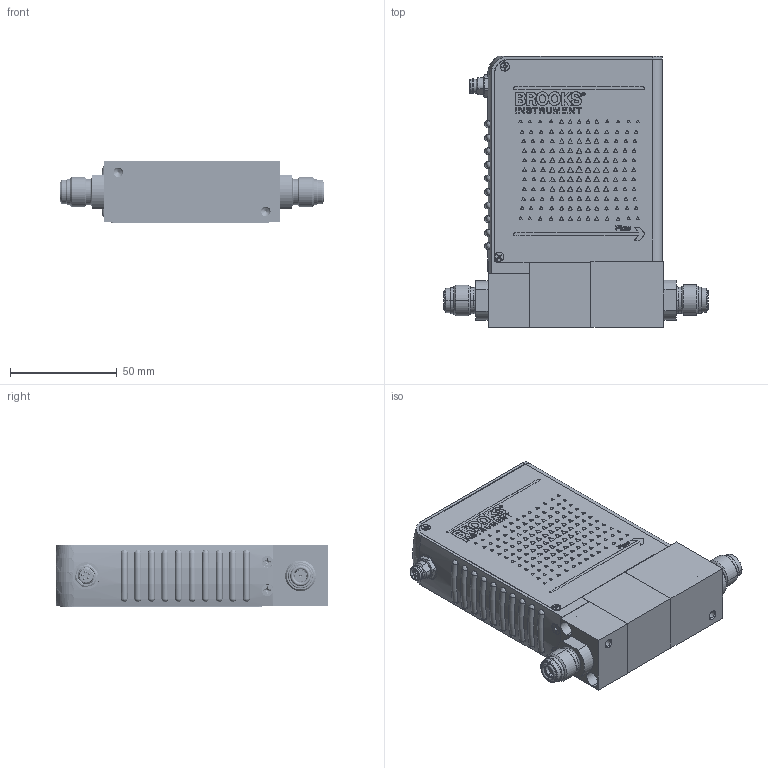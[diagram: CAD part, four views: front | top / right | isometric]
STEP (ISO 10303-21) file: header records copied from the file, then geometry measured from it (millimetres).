
FILE_DESCRIPTION (( 'STEP AP214' ), '1' );
FILE_NAME ('GP200-VCR-ETHERCAT.STEP', '2021-08-02T21:08:56', ( '' ), ( '' ), 'SwSTEP 2.0', 'SolidWorks 2020', '' );
FILE_SCHEMA (( 'AUTOMOTIVE_DESIGN' ));
Length unit declared in the file: inch
Products named in the file (1): GP200-VCR-ETHERCAT
Bounding box: 124.02 x 127 x 28.58 mm (x, y, z)
Volume: 108849.1 mm3; surface area: 80329.3 mm2
Topology: 35 solids, 35 shells, 8303 faces, 23154 edges, 15253 vertices
Faces by surface type: cylinder 4577, plane 3035, bspline 381, cone 219, torus 87, sphere 4
Entity records: 303896 total; most frequent: CARTESIAN_POINT 82249, ORIENTED_EDGE 46196, DIRECTION 45711, EDGE_CURVE 23098, AXIS2_PLACEMENT_3D 16751, VERTEX_POINT 15253, VECTOR 12209, LINE 12209
